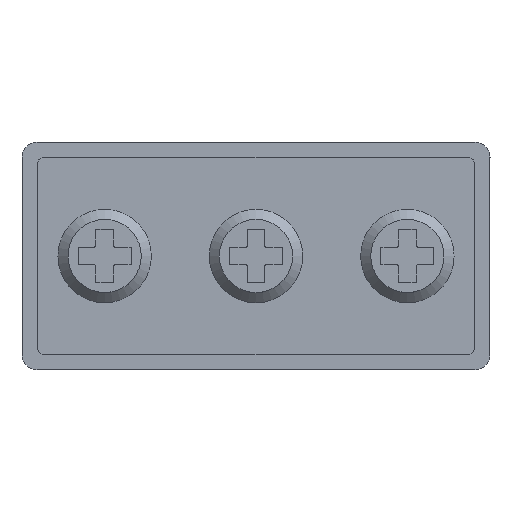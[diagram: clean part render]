
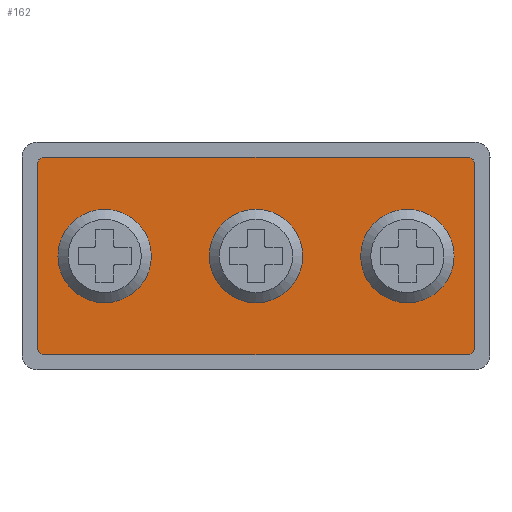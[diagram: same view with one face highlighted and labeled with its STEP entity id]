
A CAD part, top view. The second image highlights one B-rep face of the part: STEP entity #162.
In plain terms, the highlighted planar face has unit normal (0, 0, 1).
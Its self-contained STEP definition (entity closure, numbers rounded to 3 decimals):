
#27=CARTESIAN_POINT('',(0.,180.,1.2));
#28=DIRECTION('',(0.,0.,1.));
#29=DIRECTION('',(0.,-1.,0.));
#30=AXIS2_PLACEMENT_3D('',#27,#28,#29);
#31=PLANE('',#30);
#32=CARTESIAN_POINT('',(3.7,180.,1.2));
#33=VERTEX_POINT('',#32);
#34=CARTESIAN_POINT('',(-3.7,180.,1.2));
#35=VERTEX_POINT('',#34);
#36=CARTESIAN_POINT('',(0.,180.,1.2));
#37=DIRECTION('',(-0.,-0.,-1.));
#38=DIRECTION('',(1.,0.,-0.));
#39=AXIS2_PLACEMENT_3D('',#36,#37,#38);
#40=CIRCLE('',#39,3.7);
#41=EDGE_CURVE('',#33,#35,#40,.T.);
#42=ORIENTED_EDGE('',*,*,#41,.T.);
#43=CARTESIAN_POINT('',(0.,180.,1.2));
#44=DIRECTION('',(-0.,-0.,-1.));
#45=DIRECTION('',(1.,0.,-0.));
#46=AXIS2_PLACEMENT_3D('',#43,#44,#45);
#47=CIRCLE('',#46,3.7);
#48=EDGE_CURVE('',#35,#33,#47,.T.);
#49=ORIENTED_EDGE('',*,*,#48,.T.);
#50=EDGE_LOOP('',(#42,#49));
#51=FACE_BOUND('',#50,.T.);
#52=CARTESIAN_POINT('',(-8.3,180.,1.2));
#53=VERTEX_POINT('',#52);
#54=CARTESIAN_POINT('',(-15.7,180.,1.2));
#55=VERTEX_POINT('',#54);
#56=CARTESIAN_POINT('',(-12.,180.,1.2));
#57=DIRECTION('',(-0.,-0.,-1.));
#58=DIRECTION('',(1.,0.,-0.));
#59=AXIS2_PLACEMENT_3D('',#56,#57,#58);
#60=CIRCLE('',#59,3.7);
#61=EDGE_CURVE('',#53,#55,#60,.T.);
#62=ORIENTED_EDGE('',*,*,#61,.T.);
#63=CARTESIAN_POINT('',(-12.,180.,1.2));
#64=DIRECTION('',(-0.,-0.,-1.));
#65=DIRECTION('',(1.,0.,-0.));
#66=AXIS2_PLACEMENT_3D('',#63,#64,#65);
#67=CIRCLE('',#66,3.7);
#68=EDGE_CURVE('',#55,#53,#67,.T.);
#69=ORIENTED_EDGE('',*,*,#68,.T.);
#70=EDGE_LOOP('',(#62,#69));
#71=FACE_BOUND('',#70,.T.);
#72=CARTESIAN_POINT('',(15.7,180.,1.2));
#73=VERTEX_POINT('',#72);
#74=CARTESIAN_POINT('',(8.3,180.,1.2));
#75=VERTEX_POINT('',#74);
#76=CARTESIAN_POINT('',(12.,180.,1.2));
#77=DIRECTION('',(-0.,-0.,-1.));
#78=DIRECTION('',(1.,0.,-0.));
#79=AXIS2_PLACEMENT_3D('',#76,#77,#78);
#80=CIRCLE('',#79,3.7);
#81=EDGE_CURVE('',#73,#75,#80,.T.);
#82=ORIENTED_EDGE('',*,*,#81,.T.);
#83=CARTESIAN_POINT('',(12.,180.,1.2));
#84=DIRECTION('',(-0.,-0.,-1.));
#85=DIRECTION('',(1.,0.,-0.));
#86=AXIS2_PLACEMENT_3D('',#83,#84,#85);
#87=CIRCLE('',#86,3.7);
#88=EDGE_CURVE('',#75,#73,#87,.T.);
#89=ORIENTED_EDGE('',*,*,#88,.T.);
#90=EDGE_LOOP('',(#82,#89));
#91=FACE_BOUND('',#90,.T.);
#92=CARTESIAN_POINT('',(-17.35,172.775,1.2));
#93=VERTEX_POINT('',#92);
#94=CARTESIAN_POINT('',(-17.35,187.225,1.2));
#95=VERTEX_POINT('',#94);
#96=CARTESIAN_POINT('',(-17.35,172.775,1.2));
#97=DIRECTION('',(0.,1.,0.));
#98=VECTOR('',#97,14.45);
#99=LINE('',#96,#98);
#100=EDGE_CURVE('',#93,#95,#99,.T.);
#101=ORIENTED_EDGE('',*,*,#100,.F.);
#102=CARTESIAN_POINT('',(-16.75,172.175,1.2));
#103=VERTEX_POINT('',#102);
#104=CARTESIAN_POINT('',(-16.75,172.775,1.2));
#105=DIRECTION('',(0.,0.,1.));
#106=DIRECTION('',(1.,0.,-0.));
#107=AXIS2_PLACEMENT_3D('',#104,#105,#106);
#108=CIRCLE('',#107,0.6);
#109=EDGE_CURVE('',#93,#103,#108,.T.);
#110=ORIENTED_EDGE('',*,*,#109,.T.);
#111=CARTESIAN_POINT('',(16.75,172.175,1.2));
#112=VERTEX_POINT('',#111);
#113=CARTESIAN_POINT('',(16.75,172.175,1.2));
#114=DIRECTION('',(-1.,-0.,0.));
#115=VECTOR('',#114,33.5);
#116=LINE('',#113,#115);
#117=EDGE_CURVE('',#112,#103,#116,.T.);
#118=ORIENTED_EDGE('',*,*,#117,.F.);
#119=CARTESIAN_POINT('',(17.35,172.775,1.2));
#120=VERTEX_POINT('',#119);
#121=CARTESIAN_POINT('',(16.75,172.775,1.2));
#122=DIRECTION('',(0.,0.,1.));
#123=DIRECTION('',(1.,0.,-0.));
#124=AXIS2_PLACEMENT_3D('',#121,#122,#123);
#125=CIRCLE('',#124,0.6);
#126=EDGE_CURVE('',#112,#120,#125,.T.);
#127=ORIENTED_EDGE('',*,*,#126,.T.);
#128=CARTESIAN_POINT('',(17.35,187.225,1.2));
#129=VERTEX_POINT('',#128);
#130=CARTESIAN_POINT('',(17.35,172.775,1.2));
#131=DIRECTION('',(-0.,1.,-0.));
#132=VECTOR('',#131,14.45);
#133=LINE('',#130,#132);
#134=EDGE_CURVE('',#120,#129,#133,.T.);
#135=ORIENTED_EDGE('',*,*,#134,.T.);
#136=CARTESIAN_POINT('',(16.75,187.825,1.2));
#137=VERTEX_POINT('',#136);
#138=CARTESIAN_POINT('',(16.75,187.225,1.2));
#139=DIRECTION('',(0.,0.,1.));
#140=DIRECTION('',(1.,0.,-0.));
#141=AXIS2_PLACEMENT_3D('',#138,#139,#140);
#142=CIRCLE('',#141,0.6);
#143=EDGE_CURVE('',#129,#137,#142,.T.);
#144=ORIENTED_EDGE('',*,*,#143,.T.);
#145=CARTESIAN_POINT('',(-16.75,187.825,1.2));
#146=VERTEX_POINT('',#145);
#147=CARTESIAN_POINT('',(16.75,187.825,1.2));
#148=DIRECTION('',(-1.,-0.,0.));
#149=VECTOR('',#148,33.5);
#150=LINE('',#147,#149);
#151=EDGE_CURVE('',#137,#146,#150,.T.);
#152=ORIENTED_EDGE('',*,*,#151,.T.);
#153=CARTESIAN_POINT('',(-16.75,187.225,1.2));
#154=DIRECTION('',(0.,0.,1.));
#155=DIRECTION('',(1.,0.,-0.));
#156=AXIS2_PLACEMENT_3D('',#153,#154,#155);
#157=CIRCLE('',#156,0.6);
#158=EDGE_CURVE('',#146,#95,#157,.T.);
#159=ORIENTED_EDGE('',*,*,#158,.T.);
#160=EDGE_LOOP('',(#101,#110,#118,#127,#135,#144,#152,#159));
#161=FACE_BOUND('',#160,.T.);
#162=ADVANCED_FACE('',(#51,#71,#91,#161),#31,.T.);
